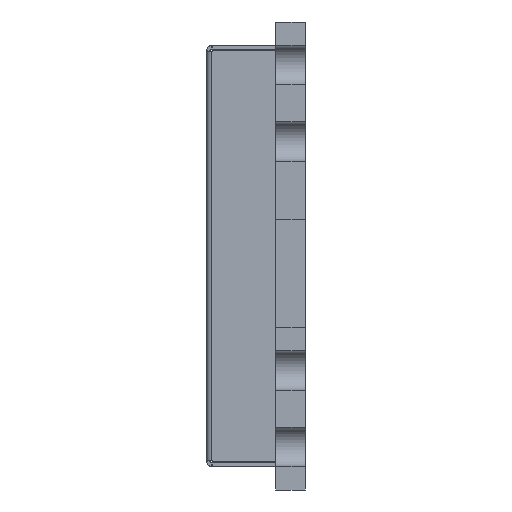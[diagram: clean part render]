
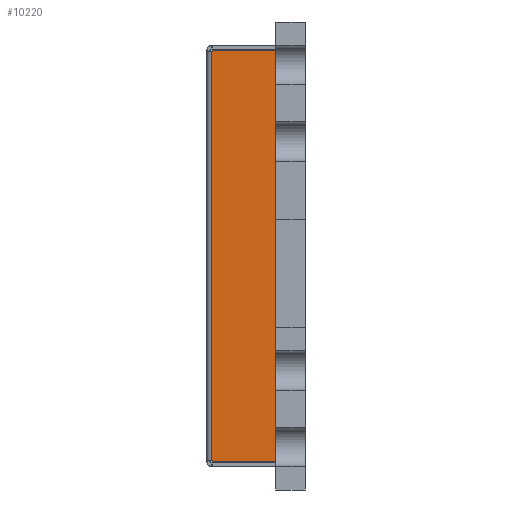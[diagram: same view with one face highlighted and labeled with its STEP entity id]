
A CAD part, left-side view. The second image highlights one B-rep face of the part: STEP entity #10220.
In plain terms, the highlighted planar face has unit normal (-1, 0, 0).
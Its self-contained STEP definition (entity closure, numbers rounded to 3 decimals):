
#59 = CARTESIAN_POINT ( 'NONE',  ( -16.85, 45.79, 8.313 ) ) ;
#528 = DIRECTION ( 'NONE',  ( 0., 0., 1. ) ) ;
#634 = EDGE_CURVE ( 'NONE', #11413, #12645, #7502, .T. ) ;
#742 = VERTEX_POINT ( 'NONE', #11454 ) ;
#936 = DIRECTION ( 'NONE',  ( 0., -1., 0. ) ) ;
#1080 = DIRECTION ( 'NONE',  ( 0., 0., -1. ) ) ;
#1334 = VECTOR ( 'NONE', #2603, 1000. ) ;
#1414 = VERTEX_POINT ( 'NONE', #11947 ) ;
#1511 = VECTOR ( 'NONE', #11358, 1000. ) ;
#1514 = ORIENTED_EDGE ( 'NONE', *, *, #1758, .T. ) ;
#1546 = DIRECTION ( 'NONE',  ( 0., 0., -1. ) ) ;
#1758 = EDGE_CURVE ( 'NONE', #12645, #7990, #4987, .T. ) ;
#2060 = LINE ( 'NONE', #11077, #8411 ) ;
#2325 = VECTOR ( 'NONE', #4320, 1000. ) ;
#2603 = DIRECTION ( 'NONE',  ( 0., 1., 0. ) ) ;
#3186 = CARTESIAN_POINT ( 'NONE',  ( -16.85, 3.762, 8.329 ) ) ;
#3264 = LINE ( 'NONE', #59, #3757 ) ;
#3541 = DIRECTION ( 'NONE',  ( 1., 0., 0. ) ) ;
#3609 = ORIENTED_EDGE ( 'NONE', *, *, #9056, .T. ) ;
#3691 = ORIENTED_EDGE ( 'NONE', *, *, #4175, .T. ) ;
#3717 = LINE ( 'NONE', #8226, #4426 ) ;
#3757 = VECTOR ( 'NONE', #9181, 1000. ) ;
#4175 = EDGE_CURVE ( 'NONE', #7990, #7304, #9248, .T. ) ;
#4320 = DIRECTION ( 'NONE',  ( 0., 0., -1. ) ) ;
#4384 = CARTESIAN_POINT ( 'NONE',  ( -16.85, 45.79, -8.329 ) ) ;
#4426 = VECTOR ( 'NONE', #1546, 1000. ) ;
#4629 = VECTOR ( 'NONE', #8894, 1000. ) ;
#4987 = LINE ( 'NONE', #11786, #9784 ) ;
#5146 = VERTEX_POINT ( 'NONE', #13204 ) ;
#5325 = ORIENTED_EDGE ( 'NONE', *, *, #10250, .F. ) ;
#5536 = FACE_OUTER_BOUND ( 'NONE', #9951, .T. ) ;
#5792 = ORIENTED_EDGE ( 'NONE', *, *, #8007, .T. ) ;
#6530 = CARTESIAN_POINT ( 'NONE',  ( -16.85, 3.762, 8.55 ) ) ;
#6797 = LINE ( 'NONE', #14561, #1511 ) ;
#6925 = CARTESIAN_POINT ( 'NONE',  ( -16.85, 3.762, -8.329 ) ) ;
#6937 = CARTESIAN_POINT ( 'NONE',  ( -16.85, 45.79, 8.55 ) ) ;
#7304 = VERTEX_POINT ( 'NONE', #3186 ) ;
#7502 = LINE ( 'NONE', #4384, #4629 ) ;
#7904 = AXIS2_PLACEMENT_3D ( 'NONE', #6937, #3541, #1080 ) ;
#7990 = VERTEX_POINT ( 'NONE', #14451 ) ;
#8007 = EDGE_CURVE ( 'NONE', #7304, #742, #11104, .T. ) ;
#8226 = CARTESIAN_POINT ( 'NONE',  ( -16.85, 3.8, -8.313 ) ) ;
#8411 = VECTOR ( 'NONE', #936, 1000. ) ;
#8500 = ORIENTED_EDGE ( 'NONE', *, *, #8646, .T. ) ;
#8646 = EDGE_CURVE ( 'NONE', #742, #5146, #3264, .T. ) ;
#8691 = ORIENTED_EDGE ( 'NONE', *, *, #634, .T. ) ;
#8894 = DIRECTION ( 'NONE',  ( 0., -1., 0. ) ) ;
#9056 = EDGE_CURVE ( 'NONE', #12745, #1414, #2060, .T. ) ;
#9181 = DIRECTION ( 'NONE',  ( 0., 1., 0. ) ) ;
#9248 = LINE ( 'NONE', #12646, #1334 ) ;
#9784 = VECTOR ( 'NONE', #528, 1000. ) ;
#9951 = EDGE_LOOP ( 'NONE', ( #8500, #11125, #3609, #5325, #8691, #1514, #3691, #5792 ) ) ;
#10220 = ADVANCED_FACE ( 'NONE', ( #5536 ), #12556, .F. ) ;
#10250 = EDGE_CURVE ( 'NONE', #11413, #1414, #6797, .T. ) ;
#10835 = CARTESIAN_POINT ( 'NONE',  ( -16.85, 1.2, -8.329 ) ) ;
#11077 = CARTESIAN_POINT ( 'NONE',  ( -16.85, 45.79, -8.313 ) ) ;
#11104 = LINE ( 'NONE', #6530, #2325 ) ;
#11125 = ORIENTED_EDGE ( 'NONE', *, *, #13314, .T. ) ;
#11358 = DIRECTION ( 'NONE',  ( 0., 0., 1. ) ) ;
#11413 = VERTEX_POINT ( 'NONE', #6925 ) ;
#11454 = CARTESIAN_POINT ( 'NONE',  ( -16.85, 3.762, 8.313 ) ) ;
#11786 = CARTESIAN_POINT ( 'NONE',  ( -16.85, 1.2, 8.55 ) ) ;
#11947 = CARTESIAN_POINT ( 'NONE',  ( -16.85, 3.762, -8.313 ) ) ;
#12556 = PLANE ( 'NONE',  #7904 ) ;
#12645 = VERTEX_POINT ( 'NONE', #10835 ) ;
#12646 = CARTESIAN_POINT ( 'NONE',  ( -16.85, 45.79, 8.329 ) ) ;
#12745 = VERTEX_POINT ( 'NONE', #13286 ) ;
#13204 = CARTESIAN_POINT ( 'NONE',  ( -16.85, 3.8, 8.313 ) ) ;
#13286 = CARTESIAN_POINT ( 'NONE',  ( -16.85, 3.8, -8.313 ) ) ;
#13314 = EDGE_CURVE ( 'NONE', #5146, #12745, #3717, .T. ) ;
#14451 = CARTESIAN_POINT ( 'NONE',  ( -16.85, 1.2, 8.329 ) ) ;
#14561 = CARTESIAN_POINT ( 'NONE',  ( -16.85, 3.762, 8.55 ) ) ;
